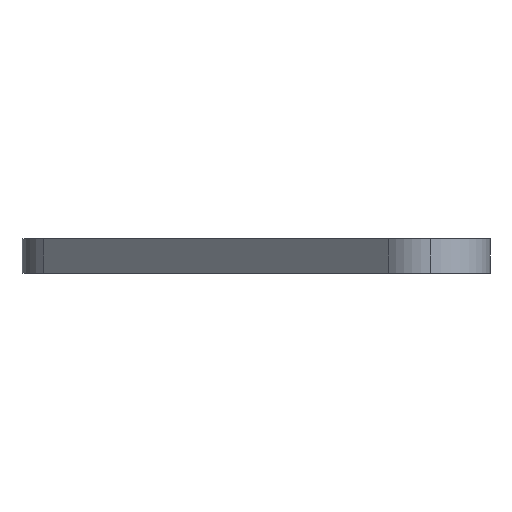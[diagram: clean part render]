
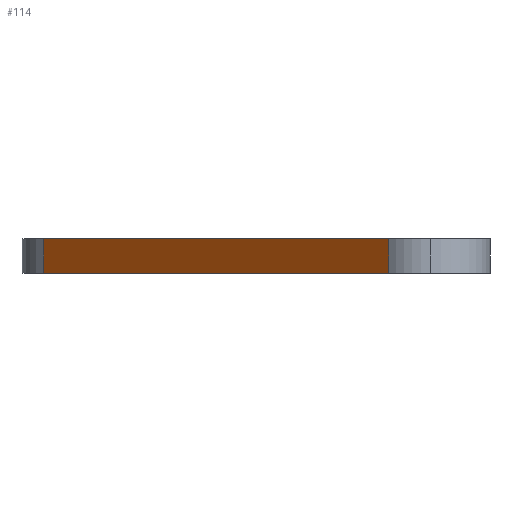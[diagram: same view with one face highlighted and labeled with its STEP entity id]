
A CAD part, left-side view. The second image highlights one B-rep face of the part: STEP entity #114.
In plain terms, the highlighted planar face has unit normal (-0.707, 0.707, 0).
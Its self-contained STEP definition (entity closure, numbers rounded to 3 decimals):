
#95 = ORIENTED_EDGE ( 'NONE', *, *, #1063, .T. ) ;
#96 = ORIENTED_EDGE ( 'NONE', *, *, #153, .F. ) ;
#97 = ORIENTED_EDGE ( 'NONE', *, *, #1186, .F. ) ;
#98 = ORIENTED_EDGE ( 'NONE', *, *, #111, .T. ) ;
#111 = EDGE_CURVE ( 'NONE', #193, #1062, #373, .T. ) ;
#114 = ADVANCED_FACE ( 'NONE', ( #364 ), #363, .F. ) ;
#115 = EDGE_LOOP ( 'NONE', ( #95, #96, #97, #98 ) ) ;
#153 = EDGE_CURVE ( 'NONE', #557, #1068, #432, .T. ) ;
#193 = VERTEX_POINT ( 'NONE', #620 ) ;
#359 = DIRECTION ( 'NONE',  ( 0.707, 0.707, 0. ) ) ;
#360 = DIRECTION ( 'NONE',  ( 0.707, -0.707, 0. ) ) ;
#361 = CARTESIAN_POINT ( 'NONE',  ( 9.222, 20.536, 2.3 ) ) ;
#362 = AXIS2_PLACEMENT_3D ( 'NONE', #361, #360, #359 ) ;
#363 = PLANE ( 'NONE',  #362 ) ;
#364 = FACE_OUTER_BOUND ( 'NONE', #115, .T. ) ;
#365 = DIRECTION ( 'NONE',  ( 0., 0., -1. ) ) ;
#366 = VECTOR ( 'NONE', #365, 1000. ) ;
#367 = CARTESIAN_POINT ( 'NONE',  ( 9.222, 20.536, 2.3 ) ) ;
#373 = LINE ( 'NONE', #367, #366 ) ;
#425 = DIRECTION ( 'NONE',  ( 0., 0., -1. ) ) ;
#426 = VECTOR ( 'NONE', #425, 1000. ) ;
#427 = CARTESIAN_POINT ( 'NONE',  ( -13.985, -2.672, 2.3 ) ) ;
#432 = LINE ( 'NONE', #427, #426 ) ;
#557 = VERTEX_POINT ( 'NONE', #881 ) ;
#620 = CARTESIAN_POINT ( 'NONE',  ( 9.222, 20.536, 2.3 ) ) ;
#881 = CARTESIAN_POINT ( 'NONE',  ( -13.985, -2.672, 2.3 ) ) ;
#941 = CARTESIAN_POINT ( 'NONE',  ( -13.985, -2.672, 0. ) ) ;
#947 = DIRECTION ( 'NONE',  ( -0.707, -0.707, 0. ) ) ;
#948 = VECTOR ( 'NONE', #947, 1000. ) ;
#949 = CARTESIAN_POINT ( 'NONE',  ( 9.222, 20.536, 0. ) ) ;
#950 = LINE ( 'NONE', #949, #948 ) ;
#951 = CARTESIAN_POINT ( 'NONE',  ( 9.222, 20.536, 0. ) ) ;
#1040 = DIRECTION ( 'NONE',  ( -0.707, -0.707, 0. ) ) ;
#1041 = VECTOR ( 'NONE', #1040, 1000. ) ;
#1042 = CARTESIAN_POINT ( 'NONE',  ( 9.222, 20.536, 2.3 ) ) ;
#1048 = LINE ( 'NONE', #1042, #1041 ) ;
#1062 = VERTEX_POINT ( 'NONE', #951 ) ;
#1063 = EDGE_CURVE ( 'NONE', #1062, #1068, #950, .T. ) ;
#1068 = VERTEX_POINT ( 'NONE', #941 ) ;
#1186 = EDGE_CURVE ( 'NONE', #193, #557, #1048, .T. ) ;
